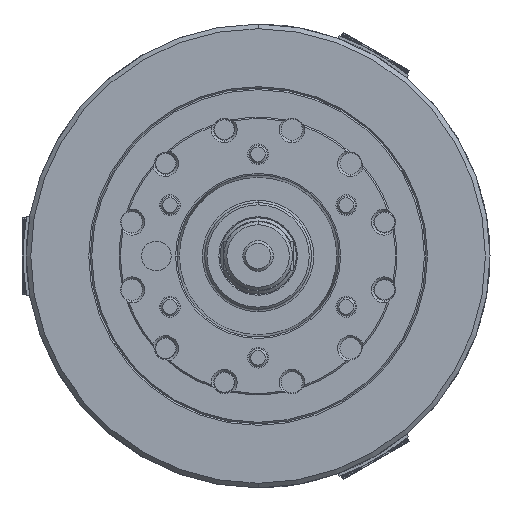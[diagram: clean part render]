
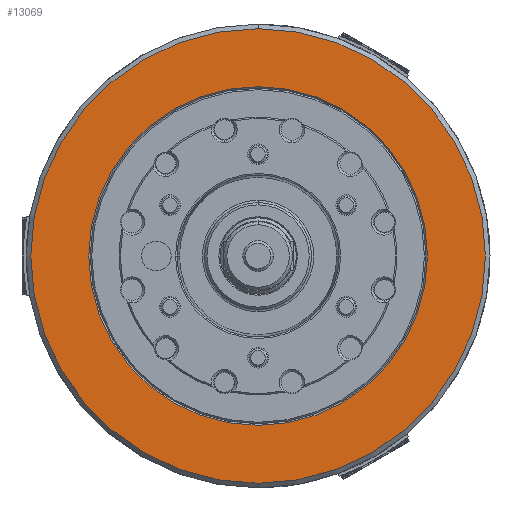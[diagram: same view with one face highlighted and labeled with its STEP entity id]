
A CAD part, left-side view. The second image highlights one B-rep face of the part: STEP entity #13069.
In plain terms, the highlighted planar face has unit normal (-1, 0, 0).
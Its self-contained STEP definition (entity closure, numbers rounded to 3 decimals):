
#613 = DIRECTION ( 'NONE',  ( 0., 0., -1. ) ) ;
#791 = DIRECTION ( 'NONE',  ( 1., 0., 0. ) ) ;
#3121 = CARTESIAN_POINT ( 'NONE',  ( 0., 0., 0. ) ) ;
#4283 = AXIS2_PLACEMENT_3D ( 'NONE', #3121, #32799, #7370 ) ;
#6312 = CIRCLE ( 'NONE', #4283, 149. ) ;
#7370 = DIRECTION ( 'NONE',  ( 0., 0., -1. ) ) ;
#8274 = CARTESIAN_POINT ( 'NONE',  ( 0., 0., 0. ) ) ;
#9076 = CARTESIAN_POINT ( 'NONE',  ( 0., 0., -149. ) ) ;
#12255 = DIRECTION ( 'NONE',  ( 1., 0., 0. ) ) ;
#12578 = DIRECTION ( 'NONE',  ( 0., 0., -1. ) ) ;
#13069 = ADVANCED_FACE ( 'NONE', ( #49666, #17065 ), #51494, .F. ) ;
#13415 = VERTEX_POINT ( 'NONE', #54063 ) ;
#17065 = FACE_OUTER_BOUND ( 'NONE', #32720, .T. ) ;
#17490 = CARTESIAN_POINT ( 'NONE',  ( 0., 110., 0. ) ) ;
#18409 = ORIENTED_EDGE ( 'NONE', *, *, #33116, .T. ) ;
#19739 = VERTEX_POINT ( 'NONE', #9076 ) ;
#20795 = AXIS2_PLACEMENT_3D ( 'NONE', #37673, #12255, #41925 ) ;
#26001 = DIRECTION ( 'NONE',  ( 1., 0., 0. ) ) ;
#26188 = CARTESIAN_POINT ( 'NONE',  ( 0., 0., 0. ) ) ;
#26899 = EDGE_CURVE ( 'NONE', #13415, #19739, #6312, .T. ) ;
#30479 = DIRECTION ( 'NONE',  ( 0., 0., -1. ) ) ;
#30793 = EDGE_CURVE ( 'NONE', #33157, #49351, #49817, .T. ) ;
#31180 = AXIS2_PLACEMENT_3D ( 'NONE', #8274, #37970, #12578 ) ;
#32216 = ORIENTED_EDGE ( 'NONE', *, *, #30793, .T. ) ;
#32720 = EDGE_LOOP ( 'NONE', ( #18409, #52646 ) ) ;
#32799 = DIRECTION ( 'NONE',  ( -1., 0., 0. ) ) ;
#33116 = EDGE_CURVE ( 'NONE', #19739, #13415, #45114, .T. ) ;
#33157 = VERTEX_POINT ( 'NONE', #42233 ) ;
#37673 = CARTESIAN_POINT ( 'NONE',  ( 0., 0., 0. ) ) ;
#37970 = DIRECTION ( 'NONE',  ( -1., 0., 0. ) ) ;
#40460 = AXIS2_PLACEMENT_3D ( 'NONE', #17490, #26001, #613 ) ;
#41925 = DIRECTION ( 'NONE',  ( 0., 0., -1. ) ) ;
#42022 = AXIS2_PLACEMENT_3D ( 'NONE', #26188, #791, #30479 ) ;
#42233 = CARTESIAN_POINT ( 'NONE',  ( 0., 0., -111. ) ) ;
#43875 = EDGE_CURVE ( 'NONE', #49351, #33157, #53613, .T. ) ;
#43904 = EDGE_LOOP ( 'NONE', ( #49356, #32216 ) ) ;
#45114 = CIRCLE ( 'NONE', #31180, 149. ) ;
#46890 = CARTESIAN_POINT ( 'NONE',  ( 0., 0., 111. ) ) ;
#49351 = VERTEX_POINT ( 'NONE', #46890 ) ;
#49356 = ORIENTED_EDGE ( 'NONE', *, *, #43875, .T. ) ;
#49666 = FACE_BOUND ( 'NONE', #43904, .T. ) ;
#49817 = CIRCLE ( 'NONE', #20795, 111. ) ;
#51494 = PLANE ( 'NONE',  #40460 ) ;
#52646 = ORIENTED_EDGE ( 'NONE', *, *, #26899, .T. ) ;
#53613 = CIRCLE ( 'NONE', #42022, 111. ) ;
#54063 = CARTESIAN_POINT ( 'NONE',  ( 0., 0., 149. ) ) ;
